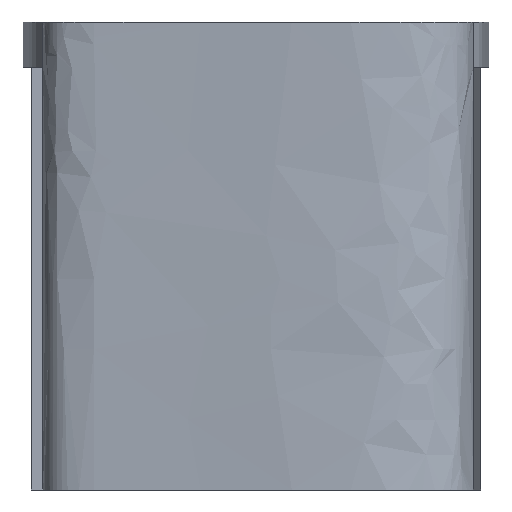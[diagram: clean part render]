
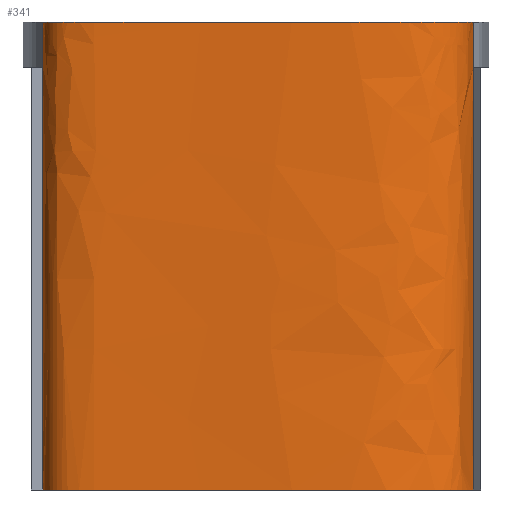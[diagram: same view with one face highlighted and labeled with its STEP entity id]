
A CAD part, left-side view. The second image highlights one B-rep face of the part: STEP entity #341.
In plain terms, the highlighted free-form (B-spline) face has degree [3, 1] with [9, 2] control points.
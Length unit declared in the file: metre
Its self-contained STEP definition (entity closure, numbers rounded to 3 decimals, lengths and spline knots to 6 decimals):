
#12=B_SPLINE_CURVE_WITH_KNOTS('',3,(#539,#540,#541,#542,#543,#544),
 .UNSPECIFIED.,.F.,.F.,(4,1,1,4),(0.,0.294872,0.722857,
1.),.UNSPECIFIED.);
#13=B_SPLINE_CURVE_WITH_KNOTS('',3,(#547,#548,#549,#550,#551,#552),
 .UNSPECIFIED.,.F.,.F.,(4,1,1,4),(0.,0.294872,0.722857,
1.),.UNSPECIFIED.);
#20=B_SPLINE_SURFACE_WITH_KNOTS('',3,1,((#519,#520),(#521,#522),(#523,#524),
(#525,#526),(#527,#528),(#529,#530),(#531,#532),(#533,#534),(#535,#536)),
 .SURF_OF_LINEAR_EXTRUSION.,.F.,.F.,.F.,(4,1,1,1,1,1,4),(2,2),(0.,0.25,
0.5,0.625,0.75,0.875,1.),(0.,1.),.UNSPECIFIED.);
#62=ORIENTED_EDGE('',*,*,#139,.T.);
#63=ORIENTED_EDGE('',*,*,#154,.F.);
#64=ORIENTED_EDGE('',*,*,#155,.T.);
#65=ORIENTED_EDGE('',*,*,#156,.T.);
#66=ORIENTED_EDGE('',*,*,#153,.F.);
#67=ORIENTED_EDGE('',*,*,#157,.F.);
#139=EDGE_CURVE('',#188,#186,#219,.T.);
#153=EDGE_CURVE('',#197,#196,#229,.T.);
#154=EDGE_CURVE('',#198,#186,#230,.T.);
#155=EDGE_CURVE('',#198,#199,#12,.T.);
#156=EDGE_CURVE('',#199,#196,#231,.T.);
#157=EDGE_CURVE('',#188,#197,#13,.T.);
#186=VERTEX_POINT('',#488);
#188=VERTEX_POINT('',#491);
#196=VERTEX_POINT('',#515);
#197=VERTEX_POINT('',#517);
#198=VERTEX_POINT('',#538);
#199=VERTEX_POINT('',#545);
#219=LINE('',#490,#247);
#229=LINE('',#518,#257);
#230=LINE('',#537,#258);
#231=LINE('',#546,#259);
#247=VECTOR('',#404,1.);
#257=VECTOR('',#430,1.);
#258=VECTOR('',#431,1.);
#259=VECTOR('',#432,1.);
#279=EDGE_LOOP('',(#62,#63,#64,#65,#66,#67));
#305=FACE_BOUND('',#279,.T.);
#341=ADVANCED_FACE('',(#305),#20,.F.);
#404=DIRECTION('',(0.,0.,1.));
#430=DIRECTION('',(0.,0.,1.));
#431=DIRECTION('',(0.,0.,-1.));
#432=DIRECTION('',(0.,0.,-1.));
#488=CARTESIAN_POINT('',(0.028087,-0.007198,0.013));
#490=CARTESIAN_POINT('',(0.028087,-0.007198,-0.001));
#491=CARTESIAN_POINT('',(0.028087,-0.007198,-0.001));
#515=CARTESIAN_POINT('',(0.027943,0.007066,0.013));
#517=CARTESIAN_POINT('',(0.027943,0.007066,-0.001));
#518=CARTESIAN_POINT('',(0.027943,0.007066,-0.001));
#519=CARTESIAN_POINT('',(0.028087,-0.007198,-0.001));
#520=CARTESIAN_POINT('',(0.028087,-0.007198,0.0145));
#521=CARTESIAN_POINT('',(0.026768,-0.007027,-0.001));
#522=CARTESIAN_POINT('',(0.026768,-0.007027,0.0145));
#523=CARTESIAN_POINT('',(0.025634,-0.00511,-0.001));
#524=CARTESIAN_POINT('',(0.025634,-0.00511,0.0145));
#525=CARTESIAN_POINT('',(0.025856,-0.001054,-0.001));
#526=CARTESIAN_POINT('',(0.025856,-0.001054,0.0145));
#527=CARTESIAN_POINT('',(0.026237,0.002259,-0.001));
#528=CARTESIAN_POINT('',(0.026237,0.002259,0.0145));
#529=CARTESIAN_POINT('',(0.026404,0.004594,-0.001));
#530=CARTESIAN_POINT('',(0.026404,0.004594,0.0145));
#531=CARTESIAN_POINT('',(0.026484,0.006495,-0.001));
#532=CARTESIAN_POINT('',(0.026484,0.006495,0.0145));
#533=CARTESIAN_POINT('',(0.027232,0.007057,-0.001));
#534=CARTESIAN_POINT('',(0.027232,0.007057,0.0145));
#535=CARTESIAN_POINT('',(0.027943,0.007066,-0.001));
#536=CARTESIAN_POINT('',(0.027943,0.007066,0.0145));
#537=CARTESIAN_POINT('',(0.028087,-0.007198,0.0145));
#538=CARTESIAN_POINT('',(0.028087,-0.007198,0.0145));
#539=CARTESIAN_POINT('',(0.028087,-0.007198,0.0145));
#540=CARTESIAN_POINT('',(0.026532,-0.006996,0.0145));
#541=CARTESIAN_POINT('',(0.02526,-0.003833,0.0145));
#542=CARTESIAN_POINT('',(0.026597,0.003581,0.0145));
#543=CARTESIAN_POINT('',(0.026367,0.007046,0.0145));
#544=CARTESIAN_POINT('',(0.027943,0.007066,0.0145));
#545=CARTESIAN_POINT('',(0.027943,0.007066,0.0145));
#546=CARTESIAN_POINT('',(0.027943,0.007066,0.0145));
#547=CARTESIAN_POINT('',(0.028087,-0.007198,-0.001));
#548=CARTESIAN_POINT('',(0.026532,-0.006996,-0.001));
#549=CARTESIAN_POINT('',(0.02526,-0.003833,-0.001));
#550=CARTESIAN_POINT('',(0.026597,0.003581,-0.001));
#551=CARTESIAN_POINT('',(0.026367,0.007046,-0.001));
#552=CARTESIAN_POINT('',(0.027943,0.007066,-0.001));
